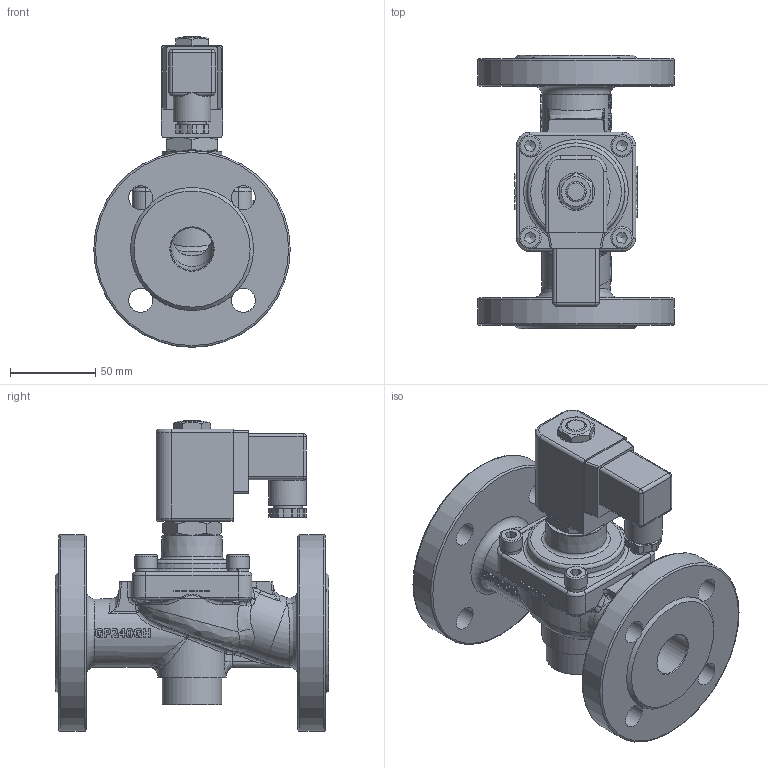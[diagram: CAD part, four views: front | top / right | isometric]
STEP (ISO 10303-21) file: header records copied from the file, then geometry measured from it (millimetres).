
FILE_DESCRIPTION(/* description */ ('3D-Modell'),/* implementation_level */ '2;1');
FILE_NAME(/* name */ '027.002074_B2703-0501-.702.stp',/* time_stamp */ '2022-07-25T09:36:37+02:00',/* author */ ('CBeuthner'),/* organization */ (''),/* preprocessor_version */ 'ST-DEVELOPER v16.1',/* originating_system */ 'Autodesk Inventor 2016',/* authorisation */ '');
FILE_SCHEMA (('CONFIG_CONTROL_DESIGN'));
Products named in the file (1): 88-005615
Bounding box: 115 x 160 x 181.8 mm (x, y, z)
Volume: 677380.5 mm3; surface area: 131115 mm2
Topology: 1 solids, 1 shells, 1040 faces, 2701 edges, 1709 vertices
Faces by surface type: plane 430, bspline 329, cylinder 175, cone 44, torus 42, sphere 20
Full cylindrical faces by diameter (mm): 1.5 x3, 6.2 x1, 6.647 x4, 8 x4, 9 x4, 12 x1, 12.1 x1, 13 x4, 14 x8, 15 x1, 16 x1, 17 x1, 20 x1, 22 x2, 25 x3, 35 x1, 40 x2, 56 x1, 115 x2
Entity records: 78555 total; most frequent: CARTESIAN_POINT 54949, ORIENTED_EDGE 5094, DIRECTION 3743, EDGE_CURVE 2547, VERTEX_POINT 1665, AXIS2_PLACEMENT_3D 1317, EDGE_LOOP 1226, LINE 1109
